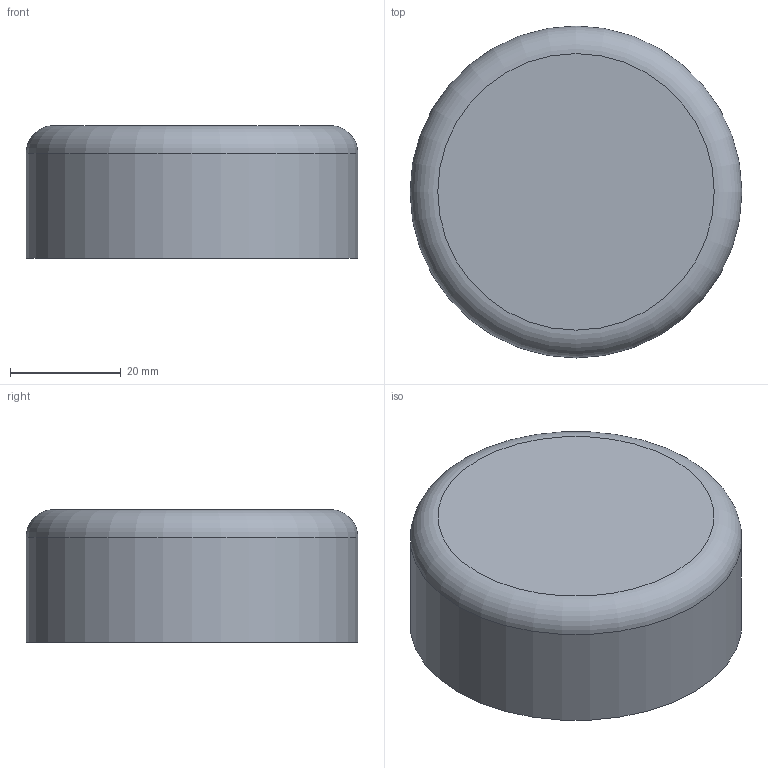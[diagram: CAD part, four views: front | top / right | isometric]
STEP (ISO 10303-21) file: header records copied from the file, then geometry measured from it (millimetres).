
FILE_DESCRIPTION(('FreeCAD Model'),'2;1');
FILE_NAME('Open CASCADE Shape Model','2026-01-09T13:46:50',('Author'),( ''),'Open CASCADE STEP processor 7.8','FreeCAD','Unknown');
FILE_SCHEMA(('AUTOMOTIVE_DESIGN { 1 0 10303 214 1 1 1 1 }'));
Length unit declared in the file: millimetre
Products named in the file (1): Cap
Bounding box: 60 x 60 x 24 mm (x, y, z)
Volume: 26168.2 mm3; surface area: 17041.5 mm2
Topology: 1 solids, 1 shells, 28 faces, 68 edges, 43 vertices
Faces by surface type: bspline 15, cylinder 8, plane 4, torus 1
Full cylindrical faces by diameter (mm): 46.545 x6, 60 x1
Entity records: 2251 total; most frequent: CARTESIAN_POINT 1714, ORIENTED_EDGE 136, EDGE_CURVE 68, DIRECTION 52, B_SPLINE_CURVE_WITH_KNOTS 52, VERTEX_POINT 43, FACE_BOUND 29, EDGE_LOOP 29
